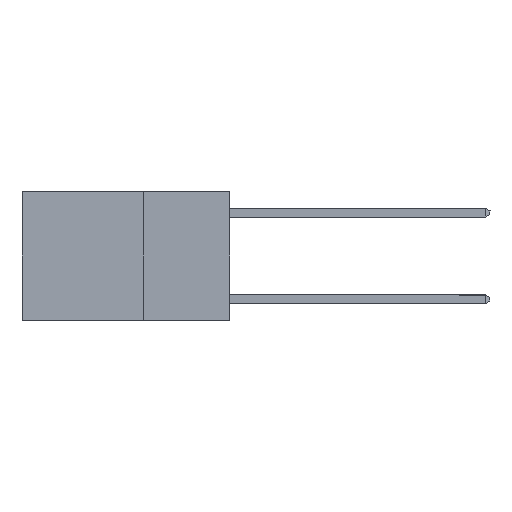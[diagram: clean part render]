
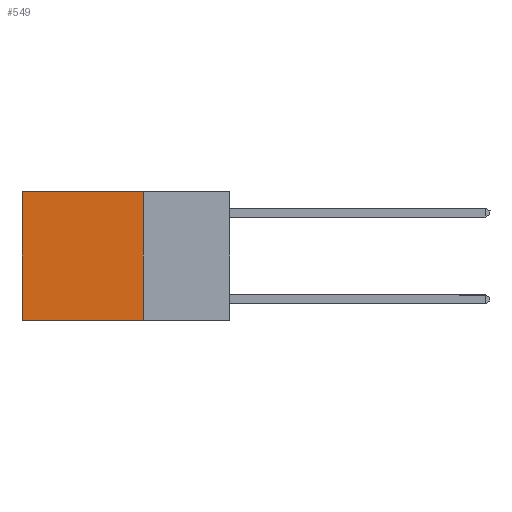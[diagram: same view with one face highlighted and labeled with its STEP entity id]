
A CAD part, left-side view. The second image highlights one B-rep face of the part: STEP entity #549.
In plain terms, the highlighted planar face has unit normal (-1, 0, 0).
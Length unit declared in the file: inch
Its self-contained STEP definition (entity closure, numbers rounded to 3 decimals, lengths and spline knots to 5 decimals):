
#219 = AXIS2_PLACEMENT_3D ( 'NONE', #20772, #15208, #3894 ) ;
#549 = ADVANCED_FACE ( 'NONE', ( #15967 ), #11387, .F. ) ;
#712 = EDGE_LOOP ( 'NONE', ( #21458, #2802, #817, #10012 ) ) ;
#817 = ORIENTED_EDGE ( 'NONE', *, *, #19338, .F. ) ;
#2697 = CARTESIAN_POINT ( 'NONE',  ( 0.2625, 0.25, -0.37 ) ) ;
#2802 = ORIENTED_EDGE ( 'NONE', *, *, #17815, .F. ) ;
#3038 = LINE ( 'NONE', #2697, #22612 ) ;
#3894 = DIRECTION ( 'NONE',  ( 0., 0., -1. ) ) ;
#4546 = VERTEX_POINT ( 'NONE', #22436 ) ;
#5166 = CARTESIAN_POINT ( 'NONE',  ( 0.2625, 0.6, -0.37 ) ) ;
#6585 = DIRECTION ( 'NONE',  ( 0., 1., 0. ) ) ;
#7576 = VECTOR ( 'NONE', #6585, 39.37008 ) ;
#8803 = CARTESIAN_POINT ( 'NONE',  ( 0.2625, 0.6, 0. ) ) ;
#10012 = ORIENTED_EDGE ( 'NONE', *, *, #15953, .T. ) ;
#11387 = PLANE ( 'NONE',  #219 ) ;
#13105 = CARTESIAN_POINT ( 'NONE',  ( 0.2625, 0.6, 0. ) ) ;
#13191 = DIRECTION ( 'NONE',  ( 0., 0., -1. ) ) ;
#13496 = VERTEX_POINT ( 'NONE', #8803 ) ;
#15208 = DIRECTION ( 'NONE',  ( 1., 0., 0. ) ) ;
#15953 = EDGE_CURVE ( 'NONE', #4546, #13496, #18223, .T. ) ;
#15967 = FACE_OUTER_BOUND ( 'NONE', #712, .T. ) ;
#16371 = VERTEX_POINT ( 'NONE', #23153 ) ;
#17815 = EDGE_CURVE ( 'NONE', #16371, #20023, #3038, .T. ) ;
#18223 = LINE ( 'NONE', #19735, #7576 ) ;
#18503 = VECTOR ( 'NONE', #24073, 39.37008 ) ;
#19338 = EDGE_CURVE ( 'NONE', #4546, #16371, #22987, .T. ) ;
#19735 = CARTESIAN_POINT ( 'NONE',  ( 0.2625, 0.25, 0. ) ) ;
#19739 = DIRECTION ( 'NONE',  ( 0., 1., 0. ) ) ;
#20023 = VERTEX_POINT ( 'NONE', #5166 ) ;
#20476 = VECTOR ( 'NONE', #13191, 39.37008 ) ;
#20772 = CARTESIAN_POINT ( 'NONE',  ( 0.2625, 0.25, 0. ) ) ;
#21458 = ORIENTED_EDGE ( 'NONE', *, *, #22543, .T. ) ;
#22189 = CARTESIAN_POINT ( 'NONE',  ( 0.2625, 0.25, 0. ) ) ;
#22292 = LINE ( 'NONE', #13105, #20476 ) ;
#22436 = CARTESIAN_POINT ( 'NONE',  ( 0.2625, 0.25, 0. ) ) ;
#22543 = EDGE_CURVE ( 'NONE', #13496, #20023, #22292, .T. ) ;
#22612 = VECTOR ( 'NONE', #19739, 39.37008 ) ;
#22987 = LINE ( 'NONE', #22189, #18503 ) ;
#23153 = CARTESIAN_POINT ( 'NONE',  ( 0.2625, 0.25, -0.37 ) ) ;
#24073 = DIRECTION ( 'NONE',  ( 0., 0., -1. ) ) ;
